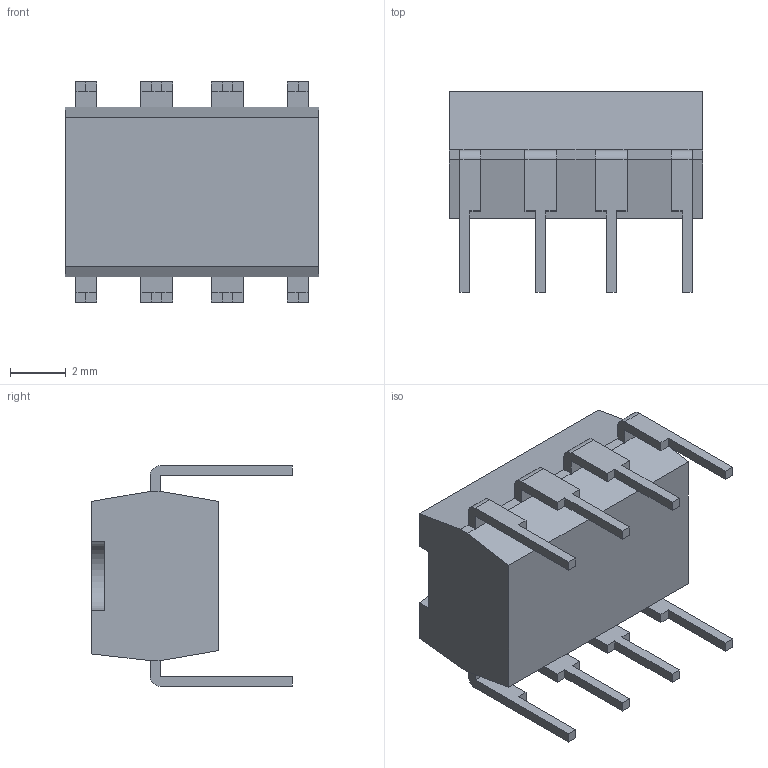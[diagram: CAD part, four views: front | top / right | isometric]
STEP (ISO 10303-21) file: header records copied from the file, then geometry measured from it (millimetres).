
FILE_DESCRIPTION (( 'STEP AP214' ), '1' );
FILE_NAME ('User Library-DIP8-3.STEP', '2023-04-03T03:41:30', ( '' ), ( '' ), 'SwSTEP 2.0', 'SolidWorks 2022', '' );
FILE_SCHEMA (( 'AUTOMOTIVE_DESIGN' ));
Length unit declared in the file: millimetre
Products named in the file (5): User Library-DIP8-3_middlepin; User Library-DIP8-3; User Library-DIP8-3_Extremopin4; User Library-DIP8-3_body; User Library-DIP8-3_Extremopin1
Assembly tree (9 placements, depth 2):
  User Library-DIP8-3
    User Library-DIP8-3_body
    User Library-DIP8-3_Extremopin1  x2
    User Library-DIP8-3_Extremopin4  x2
    User Library-DIP8-3_middlepin  x4
Bounding box: 9.15 x 7.22 x 7.94 mm (x, y, z)
Volume: 250.6 mm3; surface area: 345.9 mm2
Topology: 9 solids, 9 shells, 159 faces, 388 edges, 248 vertices
Faces by surface type: plane 148, cylinder 11
Entity records: 4071 total; most frequent: CARTESIAN_POINT 491, ORIENTED_EDGE 470, DIRECTION 467, EDGE_CURVE 235, LINE 223, VECTOR 223, VERTEX_POINT 146, AXIS2_PLACEMENT_3D 122
